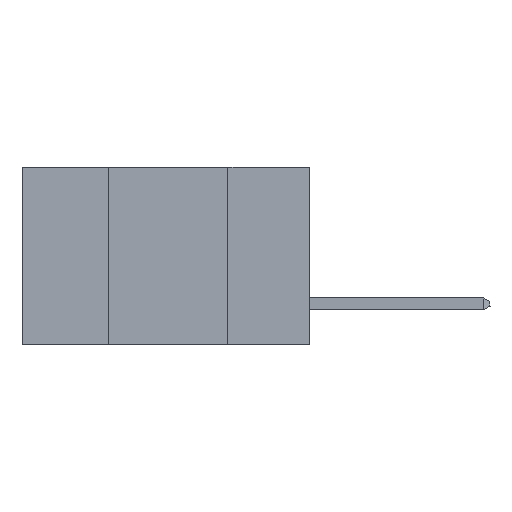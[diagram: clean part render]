
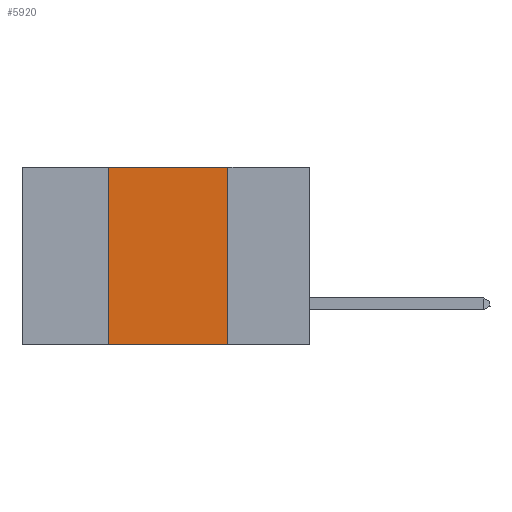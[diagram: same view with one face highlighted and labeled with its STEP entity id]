
A CAD part, left-side view. The second image highlights one B-rep face of the part: STEP entity #5920.
In plain terms, the highlighted planar face has unit normal (-1, 0, 0).
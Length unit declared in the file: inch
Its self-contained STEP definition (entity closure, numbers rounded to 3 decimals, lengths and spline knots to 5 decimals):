
#887 = CARTESIAN_POINT ( 'NONE',  ( 0., 0.42, 0. ) ) ;
#1091 = DIRECTION ( 'NONE',  ( 0., 0., -1. ) ) ;
#2637 = VECTOR ( 'NONE', #9091, 39.37008 ) ;
#3793 = VERTEX_POINT ( 'NONE', #16989 ) ;
#4334 = VERTEX_POINT ( 'NONE', #20703 ) ;
#4664 = CARTESIAN_POINT ( 'NONE',  ( 0., 0.6, 0. ) ) ;
#5920 = ADVANCED_FACE ( 'NONE', ( #11179 ), #22127, .F. ) ;
#6388 = DIRECTION ( 'NONE',  ( 1., 0., 0. ) ) ;
#6716 = VERTEX_POINT ( 'NONE', #12281 ) ;
#7907 = EDGE_CURVE ( 'NONE', #3793, #4334, #12393, .T. ) ;
#8345 = ORIENTED_EDGE ( 'NONE', *, *, #7907, .F. ) ;
#8386 = VECTOR ( 'NONE', #12146, 39.37008 ) ;
#9091 = DIRECTION ( 'NONE',  ( 0., -1., 0. ) ) ;
#10159 = CARTESIAN_POINT ( 'NONE',  ( 0., 0.42, 0. ) ) ;
#11144 = DIRECTION ( 'NONE',  ( 0., 0., -1. ) ) ;
#11179 = FACE_OUTER_BOUND ( 'NONE', #20335, .T. ) ;
#12146 = DIRECTION ( 'NONE',  ( 0., 0., 1. ) ) ;
#12281 = CARTESIAN_POINT ( 'NONE',  ( 0., 0.42, -0.37 ) ) ;
#12393 = LINE ( 'NONE', #19094, #16964 ) ;
#13103 = ORIENTED_EDGE ( 'NONE', *, *, #20123, .T. ) ;
#13371 = EDGE_CURVE ( 'NONE', #6716, #16404, #22328, .T. ) ;
#14321 = AXIS2_PLACEMENT_3D ( 'NONE', #4664, #6388, #11144 ) ;
#16090 = CARTESIAN_POINT ( 'NONE',  ( 0., 0.6, -0.37 ) ) ;
#16404 = VERTEX_POINT ( 'NONE', #887 ) ;
#16964 = VECTOR ( 'NONE', #1091, 39.37008 ) ;
#16989 = CARTESIAN_POINT ( 'NONE',  ( 0., 0.17, 0. ) ) ;
#16992 = EDGE_CURVE ( 'NONE', #16404, #3793, #18989, .T. ) ;
#17223 = CARTESIAN_POINT ( 'NONE',  ( 0., 0.6, 0. ) ) ;
#18989 = LINE ( 'NONE', #17223, #2637 ) ;
#19094 = CARTESIAN_POINT ( 'NONE',  ( 0., 0.17, 0. ) ) ;
#20123 = EDGE_CURVE ( 'NONE', #6716, #4334, #25226, .T. ) ;
#20137 = DIRECTION ( 'NONE',  ( 0., -1., 0. ) ) ;
#20250 = VECTOR ( 'NONE', #20137, 39.37008 ) ;
#20335 = EDGE_LOOP ( 'NONE', ( #8345, #24962, #23572, #13103 ) ) ;
#20703 = CARTESIAN_POINT ( 'NONE',  ( 0., 0.17, -0.37 ) ) ;
#22127 = PLANE ( 'NONE',  #14321 ) ;
#22328 = LINE ( 'NONE', #10159, #8386 ) ;
#23572 = ORIENTED_EDGE ( 'NONE', *, *, #13371, .F. ) ;
#24962 = ORIENTED_EDGE ( 'NONE', *, *, #16992, .F. ) ;
#25226 = LINE ( 'NONE', #16090, #20250 ) ;
